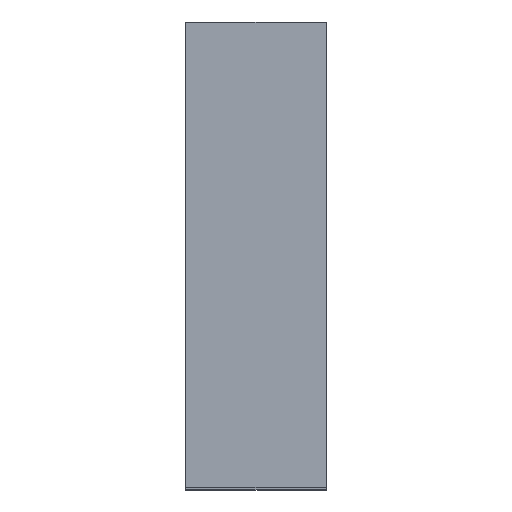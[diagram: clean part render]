
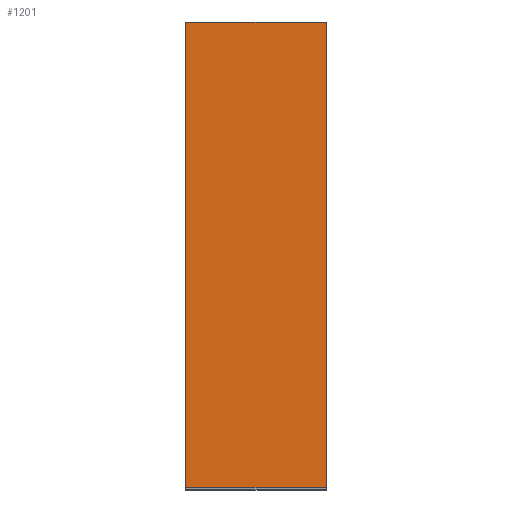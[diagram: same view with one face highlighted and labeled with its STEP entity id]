
A CAD part, top view. The second image highlights one B-rep face of the part: STEP entity #1201.
In plain terms, the highlighted planar face has unit normal (0, 0, 1).
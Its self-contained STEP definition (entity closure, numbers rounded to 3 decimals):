
#33 = VERTEX_POINT ( 'NONE', #227 ) ;
#36 = DIRECTION ( 'NONE',  ( 0., -1., 0. ) ) ;
#59 = AXIS2_PLACEMENT_3D ( 'NONE', #794, #898, #790 ) ;
#127 = VERTEX_POINT ( 'NONE', #664 ) ;
#144 = ORIENTED_EDGE ( 'NONE', *, *, #711, .F. ) ;
#154 = CARTESIAN_POINT ( 'NONE',  ( -5., 16.5, 55. ) ) ;
#180 = VERTEX_POINT ( 'NONE', #1177 ) ;
#216 = VECTOR ( 'NONE', #904, 1000. ) ;
#227 = CARTESIAN_POINT ( 'NONE',  ( 5., -16.5, 55. ) ) ;
#275 = FACE_OUTER_BOUND ( 'NONE', #983, .T. ) ;
#284 = CARTESIAN_POINT ( 'NONE',  ( -5., 16.5, 55. ) ) ;
#322 = LINE ( 'NONE', #976, #512 ) ;
#381 = ORIENTED_EDGE ( 'NONE', *, *, #729, .T. ) ;
#424 = LINE ( 'NONE', #154, #558 ) ;
#441 = DIRECTION ( 'NONE',  ( 1., 0., 0. ) ) ;
#475 = LINE ( 'NONE', #284, #736 ) ;
#493 = DIRECTION ( 'NONE',  ( 0., -1., 0. ) ) ;
#512 = VECTOR ( 'NONE', #36, 1000. ) ;
#558 = VECTOR ( 'NONE', #441, 1000. ) ;
#661 = CARTESIAN_POINT ( 'NONE',  ( 5., 16.5, 55. ) ) ;
#664 = CARTESIAN_POINT ( 'NONE',  ( -5., 16.5, 55. ) ) ;
#711 = EDGE_CURVE ( 'NONE', #742, #33, #322, .T. ) ;
#729 = EDGE_CURVE ( 'NONE', #127, #180, #475, .T. ) ;
#736 = VECTOR ( 'NONE', #493, 1000. ) ;
#742 = VERTEX_POINT ( 'NONE', #661 ) ;
#784 = ORIENTED_EDGE ( 'NONE', *, *, #1046, .F. ) ;
#790 = DIRECTION ( 'NONE',  ( -1., 0., 0. ) ) ;
#794 = CARTESIAN_POINT ( 'NONE',  ( -5., 16.5, 55. ) ) ;
#898 = DIRECTION ( 'NONE',  ( 0., 0., -1. ) ) ;
#904 = DIRECTION ( 'NONE',  ( 1., 0., 0. ) ) ;
#908 = LINE ( 'NONE', #1197, #216 ) ;
#976 = CARTESIAN_POINT ( 'NONE',  ( 5., 16.5, 55. ) ) ;
#983 = EDGE_LOOP ( 'NONE', ( #1047, #144, #784, #381 ) ) ;
#1046 = EDGE_CURVE ( 'NONE', #127, #742, #424, .T. ) ;
#1047 = ORIENTED_EDGE ( 'NONE', *, *, #1140, .T. ) ;
#1140 = EDGE_CURVE ( 'NONE', #180, #33, #908, .T. ) ;
#1177 = CARTESIAN_POINT ( 'NONE',  ( -5., -16.5, 55. ) ) ;
#1197 = CARTESIAN_POINT ( 'NONE',  ( -5., -16.5, 55. ) ) ;
#1201 = ADVANCED_FACE ( 'NONE', ( #275 ), #1298, .F. ) ;
#1298 = PLANE ( 'NONE',  #59 ) ;
